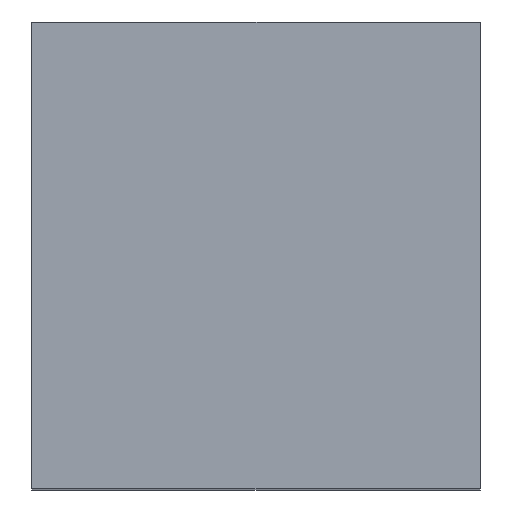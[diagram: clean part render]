
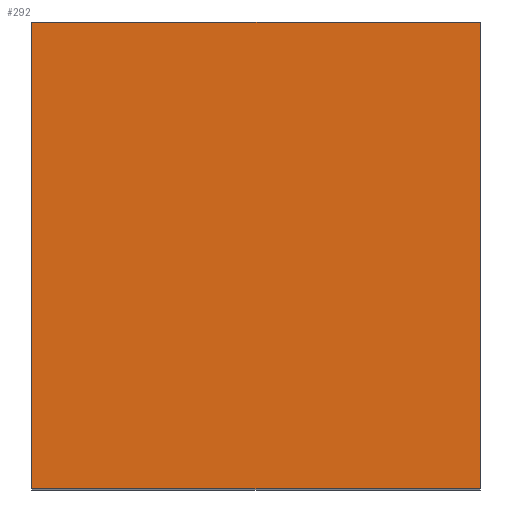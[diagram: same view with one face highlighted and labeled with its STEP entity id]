
A CAD part, top view. The second image highlights one B-rep face of the part: STEP entity #292.
In plain terms, the highlighted planar face has unit normal (0, 0, 1).
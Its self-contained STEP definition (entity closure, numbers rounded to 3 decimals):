
#29=FACE_OUTER_BOUND('',#44,.T.);
#44=EDGE_LOOP('',(#235,#236,#237,#238));
#55=LINE('',#411,#92);
#73=LINE('',#453,#110);
#81=LINE('',#468,#118);
#82=LINE('',#469,#119);
#92=VECTOR('',#336,10.);
#110=VECTOR('',#372,10.);
#118=VECTOR('',#384,10.);
#119=VECTOR('',#385,10.);
#126=VERTEX_POINT('',#404);
#129=VERTEX_POINT('',#409);
#144=VERTEX_POINT('',#452);
#149=VERTEX_POINT('',#467);
#155=EDGE_CURVE('',#129,#126,#55,.T.);
#175=EDGE_CURVE('',#144,#126,#73,.T.);
#183=EDGE_CURVE('',#129,#149,#81,.T.);
#184=EDGE_CURVE('',#144,#149,#82,.T.);
#235=ORIENTED_EDGE('',*,*,#175,.T.);
#236=ORIENTED_EDGE('',*,*,#155,.F.);
#237=ORIENTED_EDGE('',*,*,#183,.T.);
#238=ORIENTED_EDGE('',*,*,#184,.F.);
#277=PLANE('',#323);
#292=ADVANCED_FACE('',(#29),#277,.T.);
#323=AXIS2_PLACEMENT_3D('',#466,#382,#383);
#336=DIRECTION('',(-1.,0.,0.));
#372=DIRECTION('',(0.,-1.,0.));
#382=DIRECTION('center_axis',(0.,0.,1.));
#383=DIRECTION('ref_axis',(1.,0.,0.));
#384=DIRECTION('',(0.,1.,0.));
#385=DIRECTION('',(1.,0.,0.));
#404=CARTESIAN_POINT('',(2.,-5.,0.));
#409=CARTESIAN_POINT('',(14.,-5.,0.));
#411=CARTESIAN_POINT('',(0.,-5.,0.));
#452=CARTESIAN_POINT('',(2.,7.5,0.));
#453=CARTESIAN_POINT('',(2.,0.,0.));
#466=CARTESIAN_POINT('Origin',(0.,0.,0.));
#467=CARTESIAN_POINT('',(14.,7.5,0.));
#468=CARTESIAN_POINT('',(14.,0.,0.));
#469=CARTESIAN_POINT('',(0.,7.5,0.));
